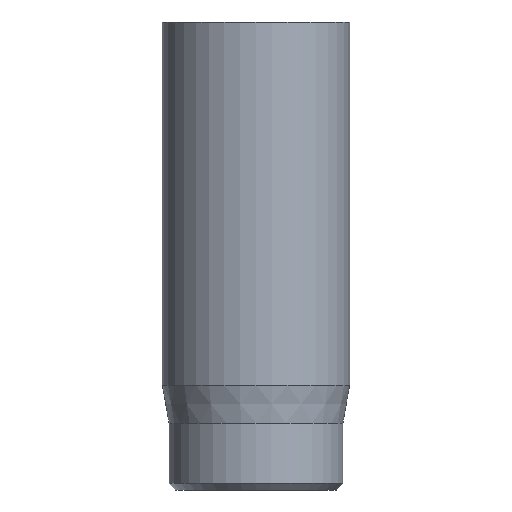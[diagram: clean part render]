
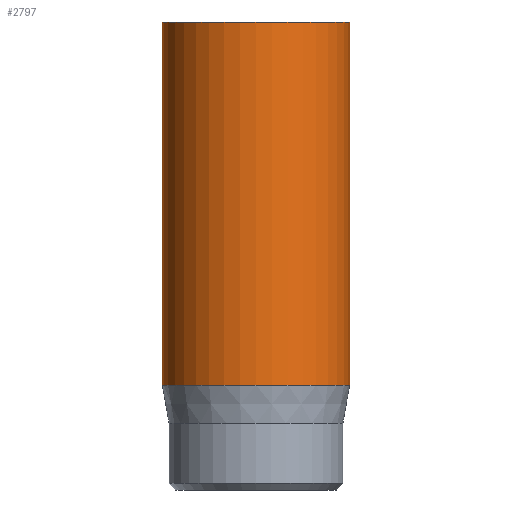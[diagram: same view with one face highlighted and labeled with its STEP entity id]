
A CAD part, front view. The second image highlights one B-rep face of the part: STEP entity #2797.
In plain terms, the highlighted cylindrical face has radius 1.4 mm (diameter 2.8 mm), a full revolution.
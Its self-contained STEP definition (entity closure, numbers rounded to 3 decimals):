
#31=CYLINDRICAL_SURFACE('',#2920,1.4);
#42=CIRCLE('',#2897,1.4);
#52=CIRCLE('',#2918,1.4);
#53=CIRCLE('',#2919,1.4);
#256=FACE_OUTER_BOUND('',#428,.T.);
#428=EDGE_LOOP('',(#2449,#2450,#2451,#2452,#2453));
#601=LINE('',#5545,#784);
#784=VECTOR('',#3199,1.4);
#1262=VERTEX_POINT('',#5503);
#1272=VERTEX_POINT('',#5539);
#1273=VERTEX_POINT('',#5540);
#1656=EDGE_CURVE('',#1262,#1262,#42,.T.);
#1671=EDGE_CURVE('',#1272,#1273,#52,.T.);
#1672=EDGE_CURVE('',#1273,#1272,#53,.T.);
#1674=EDGE_CURVE('',#1262,#1272,#601,.T.);
#2449=ORIENTED_EDGE('',*,*,#1656,.T.);
#2450=ORIENTED_EDGE('',*,*,#1674,.T.);
#2451=ORIENTED_EDGE('',*,*,#1671,.T.);
#2452=ORIENTED_EDGE('',*,*,#1672,.T.);
#2453=ORIENTED_EDGE('',*,*,#1674,.F.);
#2797=ADVANCED_FACE('',(#256),#31,.T.);
#2897=AXIS2_PLACEMENT_3D('',#5504,#3145,#3146);
#2918=AXIS2_PLACEMENT_3D('',#5541,#3192,#3193);
#2919=AXIS2_PLACEMENT_3D('',#5542,#3194,#3195);
#2920=AXIS2_PLACEMENT_3D('',#5544,#3197,#3198);
#3145=DIRECTION('center_axis',(0.,0.,-1.));
#3146=DIRECTION('ref_axis',(-1.,0.,0.));
#3192=DIRECTION('center_axis',(0.,0.,1.));
#3193=DIRECTION('ref_axis',(-1.,0.,0.));
#3194=DIRECTION('center_axis',(0.,0.,1.));
#3195=DIRECTION('ref_axis',(-1.,0.,0.));
#3197=DIRECTION('center_axis',(0.,0.,1.));
#3198=DIRECTION('ref_axis',(-1.,0.,0.));
#3199=DIRECTION('',(0.,0.,-1.));
#5503=CARTESIAN_POINT('',(1.4,0.,7.));
#5504=CARTESIAN_POINT('Origin',(0.,0.,7.));
#5539=CARTESIAN_POINT('',(1.4,0.,1.567));
#5540=CARTESIAN_POINT('',(-1.4,0.,1.567));
#5541=CARTESIAN_POINT('Origin',(0.,0.,1.567));
#5542=CARTESIAN_POINT('Origin',(0.,0.,1.567));
#5544=CARTESIAN_POINT('Origin',(0.,0.,0.));
#5545=CARTESIAN_POINT('',(1.4,0.,0.));
